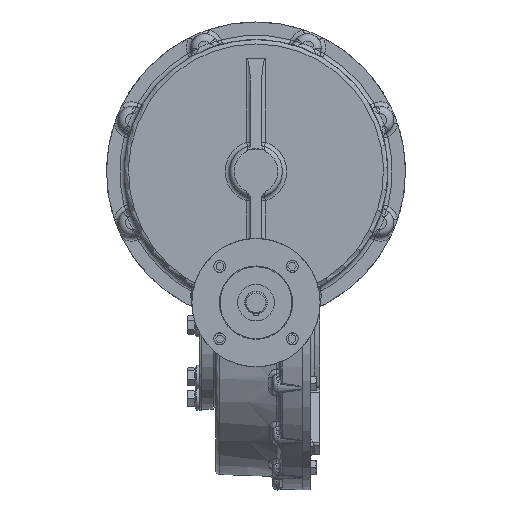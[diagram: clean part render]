
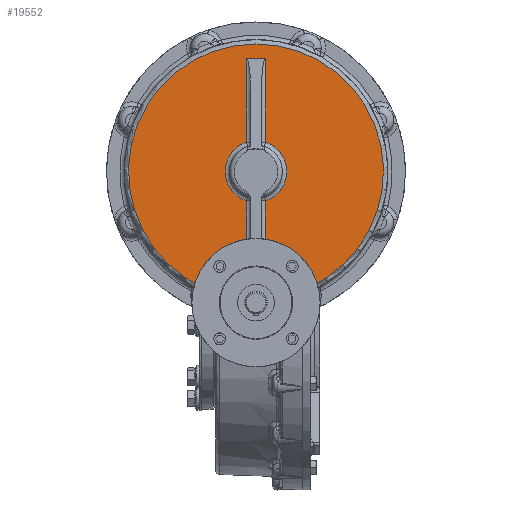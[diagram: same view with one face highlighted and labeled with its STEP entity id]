
A CAD part, left-side view. The second image highlights one B-rep face of the part: STEP entity #19552.
In plain terms, the highlighted planar face has unit normal (-1, 0, 0).
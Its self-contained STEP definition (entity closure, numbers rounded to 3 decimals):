
#930=LINE('',#37608,#1766);
#935=LINE('',#37763,#1771);
#940=LINE('',#38066,#1776);
#949=LINE('',#38384,#1785);
#959=LINE('',#38538,#1795);
#962=LINE('',#38803,#1798);
#965=LINE('',#42443,#1801);
#966=LINE('',#42589,#1802);
#971=LINE('',#42644,#1807);
#1766=VECTOR('',#25367,1000.);
#1771=VECTOR('',#25390,1000.);
#1776=VECTOR('',#25419,1000.);
#1785=VECTOR('',#25454,1000.);
#1795=VECTOR('',#25486,1000.);
#1798=VECTOR('',#25507,1000.);
#1801=VECTOR('',#25894,1000.);
#1802=VECTOR('',#25913,1000.);
#1807=VECTOR('',#25938,1000.);
#2953=B_SPLINE_CURVE_WITH_KNOTS('',3,(#42901,#42902,#42903,#42904,#42905,
#42906),.UNSPECIFIED.,.F.,.F.,(4,1,1,4),(0.,0.003,0.007,
0.013),.UNSPECIFIED.);
#2955=B_SPLINE_CURVE_WITH_KNOTS('',3,(#43042,#43043,#43044,#43045,#43046,
#43047),.UNSPECIFIED.,.F.,.F.,(4,1,1,4),(0.,0.003,0.007,
0.013),.UNSPECIFIED.);
#6065=ORIENTED_EDGE('',*,*,#10317,.T.);
#6066=ORIENTED_EDGE('',*,*,#10242,.T.);
#6067=ORIENTED_EDGE('',*,*,#10323,.F.);
#6068=ORIENTED_EDGE('',*,*,#10257,.T.);
#6069=ORIENTED_EDGE('',*,*,#10677,.T.);
#6070=ORIENTED_EDGE('',*,*,#10298,.T.);
#6071=ORIENTED_EDGE('',*,*,#10563,.T.);
#6072=ORIENTED_EDGE('',*,*,#10559,.T.);
#6073=ORIENTED_EDGE('',*,*,#10553,.T.);
#6074=ORIENTED_EDGE('',*,*,#10585,.T.);
#6075=ORIENTED_EDGE('',*,*,#10711,.T.);
#6076=ORIENTED_EDGE('',*,*,#10598,.T.);
#6077=ORIENTED_EDGE('',*,*,#10576,.T.);
#6078=ORIENTED_EDGE('',*,*,#10570,.T.);
#6079=ORIENTED_EDGE('',*,*,#10314,.T.);
#6080=ORIENTED_EDGE('',*,*,#10276,.T.);
#10242=EDGE_CURVE('',#13048,#13046,#930,.F.);
#10257=EDGE_CURVE('',#13057,#13059,#935,.T.);
#10276=EDGE_CURVE('',#13073,#13072,#940,.F.);
#10298=EDGE_CURVE('',#13087,#13086,#949,.T.);
#10314=EDGE_CURVE('',#13096,#13073,#959,.F.);
#10317=EDGE_CURVE('',#13072,#13048,#14810,.T.);
#10323=EDGE_CURVE('',#13057,#13046,#962,.T.);
#10553=EDGE_CURVE('',#13258,#13260,#965,.F.);
#10559=EDGE_CURVE('',#13263,#13258,#14964,.T.);
#10563=EDGE_CURVE('',#13086,#13263,#966,.F.);
#10570=EDGE_CURVE('',#13269,#13096,#14970,.T.);
#10576=EDGE_CURVE('',#13275,#13269,#971,.F.);
#10585=EDGE_CURVE('',#13260,#13280,#2953,.T.);
#10598=EDGE_CURVE('',#13289,#13275,#2955,.F.);
#10677=EDGE_CURVE('',#13059,#13087,#15018,.T.);
#10711=EDGE_CURVE('',#13280,#13289,#15031,.F.);
#13046=VERTEX_POINT('',#37606);
#13048=VERTEX_POINT('',#37609);
#13057=VERTEX_POINT('',#37758);
#13059=VERTEX_POINT('',#37762);
#13072=VERTEX_POINT('',#38063);
#13073=VERTEX_POINT('',#38067);
#13086=VERTEX_POINT('',#38377);
#13087=VERTEX_POINT('',#38381);
#13096=VERTEX_POINT('',#38539);
#13258=VERTEX_POINT('',#42438);
#13260=VERTEX_POINT('',#42442);
#13263=VERTEX_POINT('',#42548);
#13269=VERTEX_POINT('',#42599);
#13275=VERTEX_POINT('',#42645);
#13280=VERTEX_POINT('',#42900);
#13289=VERTEX_POINT('',#43048);
#14810=CIRCLE('',#22168,42.);
#14964=CIRCLE('',#22371,14.);
#14970=CIRCLE('',#22380,14.);
#15018=CIRCLE('',#22484,42.);
#15031=CIRCLE('',#22519,174.);
#16306=EDGE_LOOP('',(#6065,#6066,#6067,#6068,#6069,#6070,#6071,#6072,#6073,
#6074,#6075,#6076,#6077,#6078,#6079,#6080));
#17768=FACE_BOUND('',#16306,.T.);
#18732=PLANE('',#22520);
#19552=ADVANCED_FACE('',(#17768),#18732,.F.);
#22168=AXIS2_PLACEMENT_3D('',#38543,#25493,#25494);
#22371=AXIS2_PLACEMENT_3D('',#42551,#25905,#25906);
#22380=AXIS2_PLACEMENT_3D('',#42602,#25927,#25928);
#22484=AXIS2_PLACEMENT_3D('',#43376,#26178,#26179);
#22519=AXIS2_PLACEMENT_3D('',#43445,#26269,#26270);
#22520=AXIS2_PLACEMENT_3D('',#43446,#26271,#26272);
#25367=DIRECTION('',(0.,0.,-1.));
#25390=DIRECTION('',(0.,0.,-1.));
#25419=DIRECTION('',(0.,0.,-1.));
#25454=DIRECTION('',(0.,0.,-1.));
#25486=DIRECTION('',(0.,1.,0.));
#25493=DIRECTION('',(1.,0.,0.));
#25494=DIRECTION('',(0.,0.,-1.));
#25507=DIRECTION('',(0.,1.,0.));
#25894=DIRECTION('',(0.,0.,1.));
#25905=DIRECTION('',(1.,0.,0.));
#25906=DIRECTION('',(0.,0.,-1.));
#25913=DIRECTION('',(0.,1.,0.));
#25927=DIRECTION('',(1.,0.,0.));
#25928=DIRECTION('',(0.,0.,-1.));
#25938=DIRECTION('',(0.,0.,-1.));
#26178=DIRECTION('',(1.,0.,0.));
#26179=DIRECTION('',(0.,0.,-1.));
#26269=DIRECTION('',(1.,0.,0.));
#26270=DIRECTION('',(0.,0.,-1.));
#26271=DIRECTION('',(1.,0.,0.));
#26272=DIRECTION('',(0.,0.,-1.));
#37606=CARTESIAN_POINT('',(-339.44,30.1,363.55));
#37608=CARTESIAN_POINT('',(-339.44,30.1,363.55));
#37609=CARTESIAN_POINT('',(-339.44,30.1,249.487));
#37758=CARTESIAN_POINT('',(-339.44,4.1,363.55));
#37762=CARTESIAN_POINT('',(-339.44,4.1,249.487));
#37763=CARTESIAN_POINT('',(-339.44,4.1,209.55));
#38063=CARTESIAN_POINT('',(-339.44,30.1,169.613));
#38066=CARTESIAN_POINT('',(-339.44,30.1,168.137));
#38067=CARTESIAN_POINT('',(-339.44,30.1,94.59));
#38377=CARTESIAN_POINT('',(-339.44,4.1,94.59));
#38381=CARTESIAN_POINT('',(-339.44,4.1,169.613));
#38384=CARTESIAN_POINT('',(-339.44,4.1,209.55));
#38538=CARTESIAN_POINT('',(-339.44,-32.9,94.59));
#38539=CARTESIAN_POINT('',(-339.44,67.1,94.59));
#38543=CARTESIAN_POINT('',(-339.44,17.1,209.55));
#38803=CARTESIAN_POINT('',(-339.44,17.1,363.55));
#42438=CARTESIAN_POINT('',(-339.44,-46.9,80.59));
#42442=CARTESIAN_POINT('',(-339.44,-46.9,38.961));
#42443=CARTESIAN_POINT('',(-339.44,-46.9,-19.41));
#42548=CARTESIAN_POINT('',(-339.44,-32.9,94.59));
#42551=CARTESIAN_POINT('',(-339.44,-32.9,80.59));
#42589=CARTESIAN_POINT('',(-339.44,-32.9,94.59));
#42599=CARTESIAN_POINT('',(-339.44,81.1,80.59));
#42602=CARTESIAN_POINT('',(-339.44,67.1,80.59));
#42644=CARTESIAN_POINT('',(-339.44,81.1,80.59));
#42645=CARTESIAN_POINT('',(-339.44,81.1,38.961));
#42900=CARTESIAN_POINT('',(-339.44,-52.9,50.252));
#42901=CARTESIAN_POINT('',(-339.44,-46.9,38.961));
#42902=CARTESIAN_POINT('',(-339.44,-46.9,40.062));
#42903=CARTESIAN_POINT('',(-339.44,-47.335,42.222));
#42904=CARTESIAN_POINT('',(-339.44,-49.33,46.1));
#42905=CARTESIAN_POINT('',(-339.44,-51.494,48.596));
#42906=CARTESIAN_POINT('',(-339.44,-52.9,50.252));
#43042=CARTESIAN_POINT('',(-339.44,81.1,38.961));
#43043=CARTESIAN_POINT('',(-339.44,81.1,40.062));
#43044=CARTESIAN_POINT('',(-339.44,81.535,42.222));
#43045=CARTESIAN_POINT('',(-339.44,83.53,46.1));
#43046=CARTESIAN_POINT('',(-339.44,85.694,48.596));
#43047=CARTESIAN_POINT('',(-339.44,87.1,50.252));
#43048=CARTESIAN_POINT('',(-339.44,87.1,50.252));
#43376=CARTESIAN_POINT('',(-339.44,17.1,209.55));
#43445=CARTESIAN_POINT('',(-339.44,17.1,209.55));
#43446=CARTESIAN_POINT('',(-339.44,17.1,209.55));
